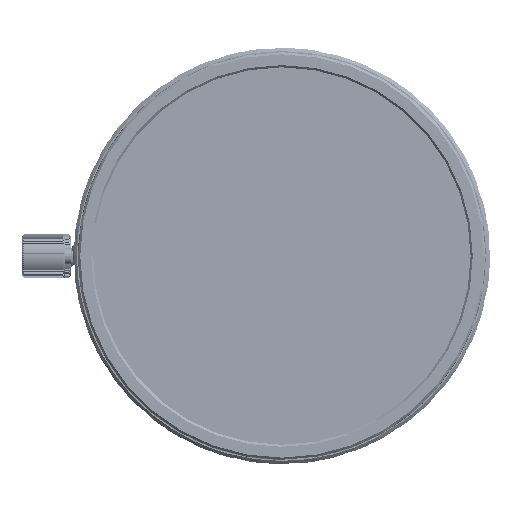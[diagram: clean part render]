
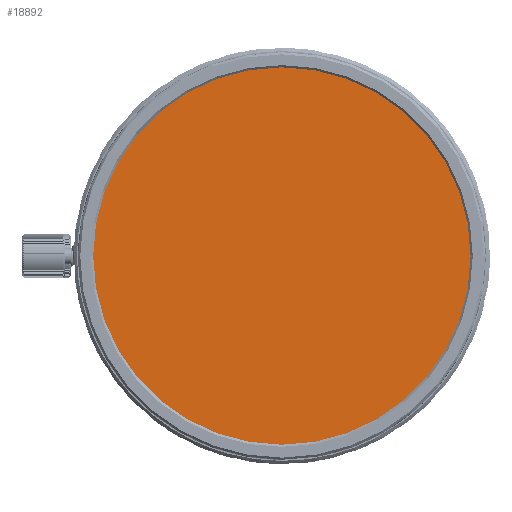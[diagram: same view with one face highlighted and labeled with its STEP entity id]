
A CAD part, left-side view. The second image highlights one B-rep face of the part: STEP entity #18892.
In plain terms, the highlighted planar face has unit normal (-1, 0, 0).
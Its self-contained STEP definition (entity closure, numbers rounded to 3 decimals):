
#1343 = AXIS2_PLACEMENT_3D ( 'NONE', #52166, #99530, #15435 ) ;
#2663 = EDGE_CURVE ( '��������9_1+��������9_2+��������9', #69005, #15625, #16609, .T. ) ;
#6608 = DIRECTION ( 'NONE',  ( 1., 0., 0. ) ) ;
#15435 = DIRECTION ( 'NONE',  ( 0., 0., 1. ) ) ;
#15625 = VERTEX_POINT ( 'NONE', #97722 ) ;
#16609 = CIRCLE ( 'NONE', #1343, 17.85 ) ;
#18892 = ADVANCED_FACE ( '���������`��', ( #84924 ), #84452, .F. ) ;
#19607 = EDGE_CURVE ( '��������9_1+��������9_2+��������9', #15625, #69005, #93120, .T. ) ;
#20503 = ORIENTED_EDGE ( 'NONE', *, *, #19607, .F. ) ;
#27420 = EDGE_LOOP ( 'NONE', ( #27927, #20503 ) ) ;
#27927 = ORIENTED_EDGE ( 'NONE', *, *, #2663, .F. ) ;
#43765 = DIRECTION ( 'NONE',  ( 0., 0., 1. ) ) ;
#51969 = CARTESIAN_POINT ( 'NONE',  ( -45.782, 0., 0. ) ) ;
#52166 = CARTESIAN_POINT ( 'NONE',  ( -45.782, 0., 0. ) ) ;
#53875 = CARTESIAN_POINT ( 'NONE',  ( -45.782, -14.427, 10.511 ) ) ;
#69005 = VERTEX_POINT ( 'NONE', #89947 ) ;
#73885 = AXIS2_PLACEMENT_3D ( 'NONE', #53875, #6608, #100903 ) ;
#76631 = AXIS2_PLACEMENT_3D ( 'NONE', #51969, #90770, #43765 ) ;
#84452 = PLANE ( 'NONE',  #73885 ) ;
#84924 = FACE_OUTER_BOUND ( 'NONE', #27420, .T. ) ;
#89947 = CARTESIAN_POINT ( 'NONE',  ( -45.782, 0., 17.85 ) ) ;
#90770 = DIRECTION ( 'NONE',  ( 1., 0., 0. ) ) ;
#93120 = CIRCLE ( 'NONE', #76631, 17.85 ) ;
#97722 = CARTESIAN_POINT ( 'NONE',  ( -45.782, 0., -17.85 ) ) ;
#99530 = DIRECTION ( 'NONE',  ( 1., 0., 0. ) ) ;
#100903 = DIRECTION ( 'NONE',  ( 0., 0., -1. ) ) ;
